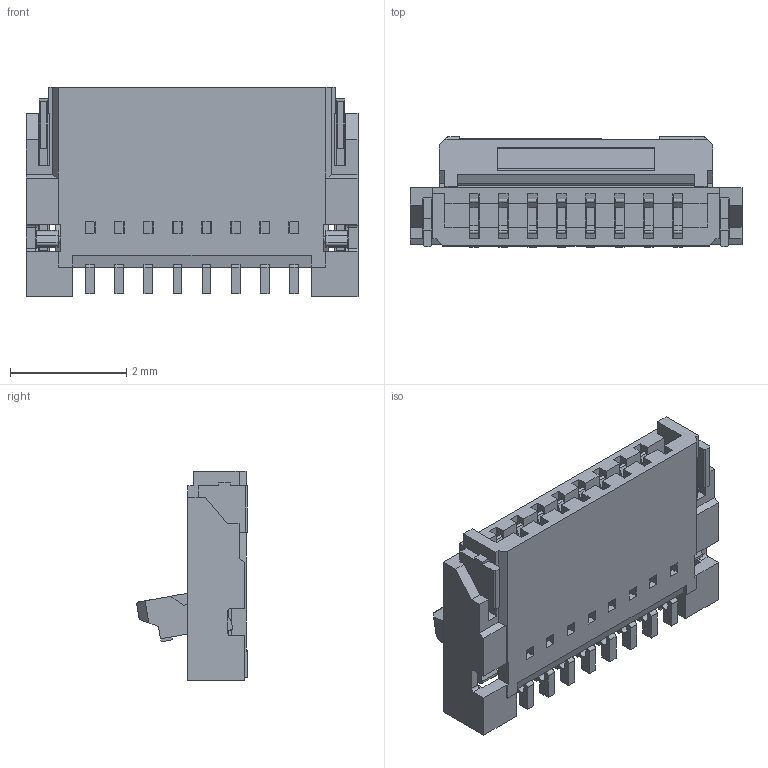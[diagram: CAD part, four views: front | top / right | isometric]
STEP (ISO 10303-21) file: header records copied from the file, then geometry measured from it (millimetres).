
FILE_DESCRIPTION((''),'2;1');
FILE_NAME('5034800800','2014-09-10T',('me'),(''),'PRO/ENGINEER BY PARAMETRIC TECHNOLOGY CORPORATION, 2011490','PRO/ENGINEER BY PARAMETRIC TECHNOLOGY CORPORATION, 2011490','');
FILE_SCHEMA(('CONFIG_CONTROL_DESIGN'));
Length unit declared in the file: millimetre
Products named in the file (1): 5034800800
Bounding box: 5.7 x 1.9 x 3.6 mm (x, y, z)
Volume: 13 mm3; surface area: 145.3 mm2
Topology: 2 solids, 2 shells, 629 faces, 1986 edges, 1328 vertices
Faces by surface type: plane 514, cylinder 115
Entity records: 21811 total; most frequent: CARTESIAN_POINT 3912, ORIENTED_EDGE 3892, DIRECTION 3476, EDGE_CURVE 1946, VECTOR 1752, LINE 1752, VERTEX_POINT 1288, AXIS2_PLACEMENT_3D 862
